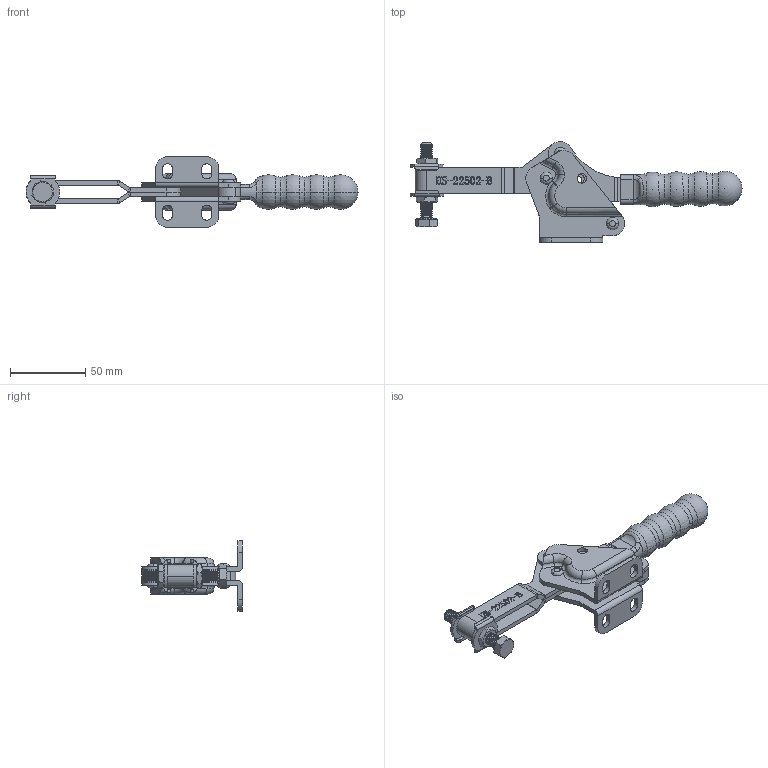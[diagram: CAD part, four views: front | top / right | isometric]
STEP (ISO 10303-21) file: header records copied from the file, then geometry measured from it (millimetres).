
FILE_DESCRIPTION (( 'STEP AP203' ), '1' );
FILE_NAME ('HS-22502-B .STEP', '2019-10-15T06:28:18', ( '微软用户' ), ( '微软中国' ), 'SwSTEP 2.0', 'SolidWorks 2012', '' );
FILE_SCHEMA (( 'CONFIG_CONTROL_DESIGN' ));
Length unit declared in the file: millimetre
Products named in the file (10): HS-22502-B ; hex bolt gradec_as_AS 1111.1 - M8 x 50 x 50-WS; 忒參; FW-516; hex thin nuts-grades ab-chamfered gb_GB_FASTENER_NUT_STNAB M8-N; 揤參; 种; 忒旋酘; 蟀裝; 楊擘菁釱
Assembly tree (14 placements, depth 2):
  HS-22502-B 
    楊擘菁釱
    蟀裝
    忒旋酘
    种  x4
    揤參
    hex thin nuts-grades ab-chamfered gb_GB_FASTENER_NUT_STNAB M8-N  x2
    FW-516  x2
    忒參
    hex bolt gradec_as_AS 1111.1 - M8 x 50 x 50-WS
Bounding box: 220.83 x 67.14 x 47 mm (x, y, z)
Volume: 78037.2 mm3; surface area: 54834.2 mm2
Topology: 16 solids, 16 shells, 1070 faces, 2789 edges, 1776 vertices
Faces by surface type: plane 402, cylinder 248, cone 180, bspline 170, torus 62, sphere 8
Entity records: 40756 total; most frequent: CARTESIAN_POINT 15614, ORIENTED_EDGE 5218, DIRECTION 4682, EDGE_CURVE 2609, VERTEX_POINT 1664, AXIS2_PLACEMENT_3D 1646, LINE 1390, VECTOR 1390
